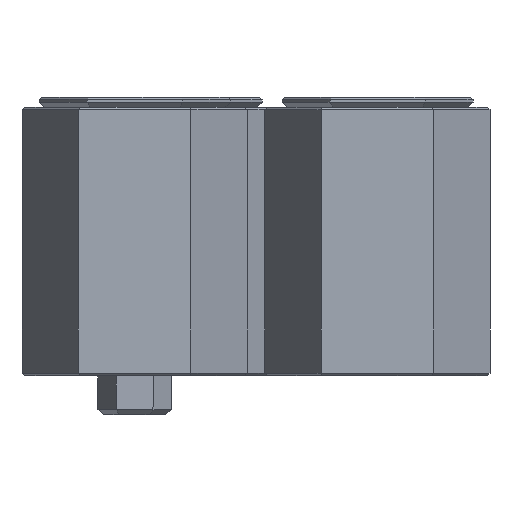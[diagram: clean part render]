
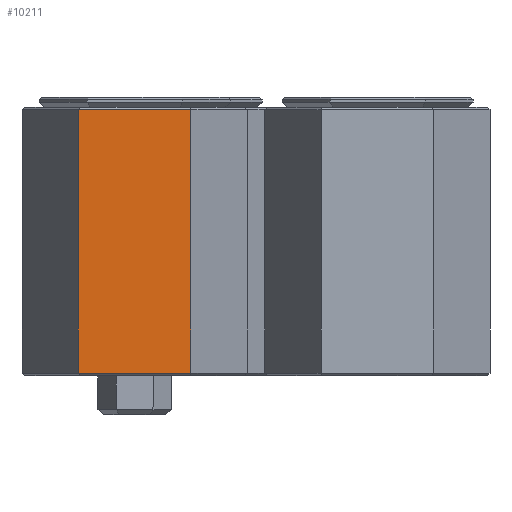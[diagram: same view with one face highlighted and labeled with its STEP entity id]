
A CAD part, front view. The second image highlights one B-rep face of the part: STEP entity #10211.
In plain terms, the highlighted planar face has unit normal (0, -1, 0).
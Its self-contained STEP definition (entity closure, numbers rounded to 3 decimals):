
#353=FACE_OUTER_BOUND('',#935,.T.);
#935=EDGE_LOOP('',(#6826,#6827,#6828,#6829));
#1548=LINE('',#14486,#2876);
#1629=LINE('',#14687,#2957);
#1631=LINE('',#14691,#2959);
#1632=LINE('',#14692,#2960);
#2876=VECTOR('',#11616,10.);
#2957=VECTOR('',#11751,10.);
#2959=VECTOR('',#11755,10.);
#2960=VECTOR('',#11756,10.);
#4192=VERTEX_POINT('',#14484);
#4193=VERTEX_POINT('',#14485);
#4286=VERTEX_POINT('',#14686);
#4287=VERTEX_POINT('',#14690);
#5165=EDGE_CURVE('',#4192,#4193,#1548,.T.);
#5266=EDGE_CURVE('',#4193,#4286,#1629,.T.);
#5268=EDGE_CURVE('',#4192,#4287,#1631,.T.);
#5269=EDGE_CURVE('',#4286,#4287,#1632,.T.);
#6826=ORIENTED_EDGE('',*,*,#5165,.F.);
#6827=ORIENTED_EDGE('',*,*,#5268,.T.);
#6828=ORIENTED_EDGE('',*,*,#5269,.F.);
#6829=ORIENTED_EDGE('',*,*,#5266,.F.);
#9714=PLANE('',#10828);
#10211=ADVANCED_FACE('',(#353),#9714,.T.);
#10828=AXIS2_PLACEMENT_3D('',#14689,#11753,#11754);
#11616=DIRECTION('',(-1.,0.,0.));
#11751=DIRECTION('',(0.,0.,1.));
#11753=DIRECTION('center_axis',(0.,-1.,
0.));
#11754=DIRECTION('ref_axis',(1.,0.,0.));
#11755=DIRECTION('',(0.,0.,1.));
#11756=DIRECTION('',(1.,0.,0.));
#14484=CARTESIAN_POINT('',(-185.591,-227.418,8.5));
#14485=CARTESIAN_POINT('',(-208.685,-227.416,8.5));
#14486=CARTESIAN_POINT('',(-202.912,-227.416,8.5));
#14686=CARTESIAN_POINT('',(-208.685,-227.416,62.5));
#14687=CARTESIAN_POINT('',(-208.685,-227.416,8.));
#14689=CARTESIAN_POINT('Origin',(-208.685,-227.416,8.));
#14690=CARTESIAN_POINT('',(-185.591,-227.418,62.5));
#14691=CARTESIAN_POINT('',(-185.591,-227.418,8.));
#14692=CARTESIAN_POINT('',(-202.912,-227.416,62.5));
